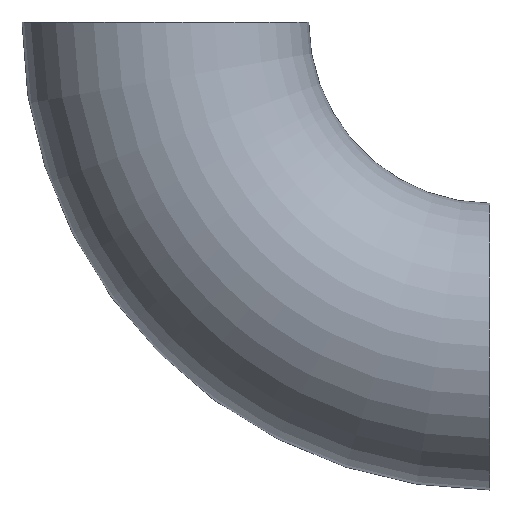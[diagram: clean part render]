
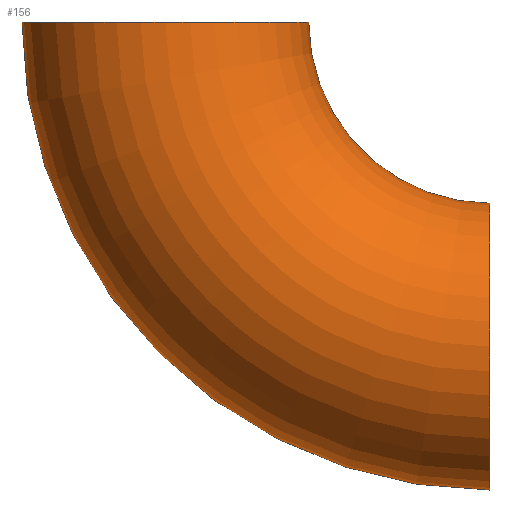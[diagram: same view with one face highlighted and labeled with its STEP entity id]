
A CAD part, front view. The second image highlights one B-rep face of the part: STEP entity #156.
In plain terms, the highlighted toroidal (fillet/blend) face has major radius 48 mm and minor radius 21.2 mm.
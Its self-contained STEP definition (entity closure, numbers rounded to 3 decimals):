
#1 = DIRECTION ( 'NONE',  ( 1., 0., 0. ) ) ;
#15 = CIRCLE ( 'NONE', #233, 26.8 ) ;
#16 = ORIENTED_EDGE ( 'NONE', *, *, #162, .F. ) ;
#20 = CARTESIAN_POINT ( 'NONE',  ( 0., 0., 0. ) ) ;
#23 = CIRCLE ( 'NONE', #161, 69.2 ) ;
#38 = CARTESIAN_POINT ( 'NONE',  ( -26.8, 0., 0. ) ) ;
#39 = DIRECTION ( 'NONE',  ( 0., 0., 1. ) ) ;
#42 = DIRECTION ( 'NONE',  ( 0., 1., 0. ) ) ;
#52 = CARTESIAN_POINT ( 'NONE',  ( 0., 0., -69.2 ) ) ;
#55 = ORIENTED_EDGE ( 'NONE', *, *, #70, .F. ) ;
#61 = DIRECTION ( 'NONE',  ( 0., 0., 1. ) ) ;
#67 = CARTESIAN_POINT ( 'NONE',  ( 0., 0., 0. ) ) ;
#70 = EDGE_CURVE ( 'NONE', #231, #230, #23, .T. ) ;
#73 = CARTESIAN_POINT ( 'NONE',  ( 0., 0., -26.8 ) ) ;
#74 = CIRCLE ( 'NONE', #158, 21.2 ) ;
#86 = CARTESIAN_POINT ( 'NONE',  ( 0., 0., -48. ) ) ;
#87 = DIRECTION ( 'NONE',  ( 0., 0., 1. ) ) ;
#91 = CARTESIAN_POINT ( 'NONE',  ( -69.2, 0., 0. ) ) ;
#103 = DIRECTION ( 'NONE',  ( 0., 0., 1. ) ) ;
#104 = CIRCLE ( 'NONE', #153, 21.2 ) ;
#111 = CARTESIAN_POINT ( 'NONE',  ( 0., 0., 0. ) ) ;
#114 = DIRECTION ( 'NONE',  ( 0., 1., 0. ) ) ;
#119 = AXIS2_PLACEMENT_3D ( 'NONE', #20, #126, #103 ) ;
#121 = VERTEX_POINT ( 'NONE', #38 ) ;
#126 = DIRECTION ( 'NONE',  ( 0., 1., 0. ) ) ;
#147 = FACE_OUTER_BOUND ( 'NONE', #215, .T. ) ;
#153 = AXIS2_PLACEMENT_3D ( 'NONE', #86, #243, #208 ) ;
#156 = ADVANCED_FACE ( 'NONE', ( #147 ), #179, .T. ) ;
#158 = AXIS2_PLACEMENT_3D ( 'NONE', #198, #39, #1 ) ;
#161 = AXIS2_PLACEMENT_3D ( 'NONE', #111, #42, #61 ) ;
#162 = EDGE_CURVE ( 'NONE', #230, #121, #74, .T. ) ;
#175 = ORIENTED_EDGE ( 'NONE', *, *, #239, .T. ) ;
#179 = TOROIDAL_SURFACE ( 'NONE', #119, 48., 21.2 ) ;
#191 = EDGE_CURVE ( 'NONE', #231, #252, #104, .T. ) ;
#198 = CARTESIAN_POINT ( 'NONE',  ( -48., 0., 0. ) ) ;
#208 = DIRECTION ( 'NONE',  ( 0., 0., 1. ) ) ;
#214 = ORIENTED_EDGE ( 'NONE', *, *, #191, .T. ) ;
#215 = EDGE_LOOP ( 'NONE', ( #55, #214, #175, #16 ) ) ;
#230 = VERTEX_POINT ( 'NONE', #91 ) ;
#231 = VERTEX_POINT ( 'NONE', #52 ) ;
#233 = AXIS2_PLACEMENT_3D ( 'NONE', #67, #114, #87 ) ;
#239 = EDGE_CURVE ( 'NONE', #252, #121, #15, .T. ) ;
#243 = DIRECTION ( 'NONE',  ( -1., 0., 0. ) ) ;
#252 = VERTEX_POINT ( 'NONE', #73 ) ;
